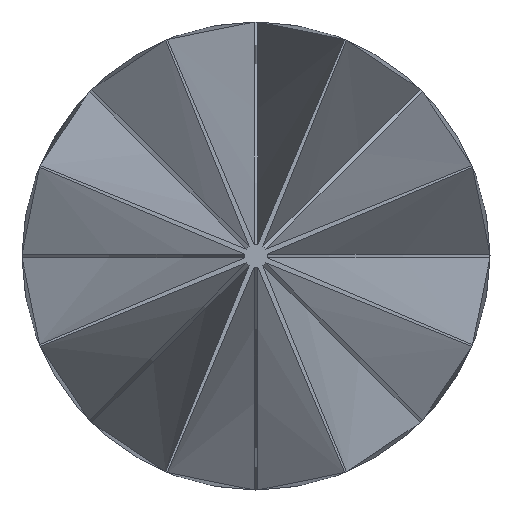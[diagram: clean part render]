
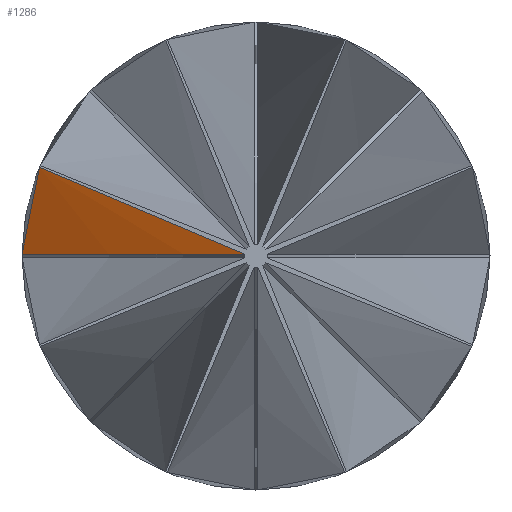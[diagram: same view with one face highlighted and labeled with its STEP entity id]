
A CAD part, left-side view. The second image highlights one B-rep face of the part: STEP entity #1286.
In plain terms, the highlighted conical face has half-angle 65 degrees and reference radius 3.728 mm.
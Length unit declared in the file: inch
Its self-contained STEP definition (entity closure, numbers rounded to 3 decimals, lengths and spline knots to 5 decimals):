
#10 = CARTESIAN_POINT ( 'NONE',  ( -0.31, 0.02855, 0.0117 ) ) ;
#50 = ORIENTED_EDGE ( 'NONE', *, *, #1382, .T. ) ;
#64 = CARTESIAN_POINT ( 'NONE',  ( -0.263, 0.03085, 0.00025 ) ) ;
#137 = VERTEX_POINT ( 'NONE', #2062 ) ;
#174 = CARTESIAN_POINT ( 'NONE',  ( -0.31, 0.02855, 0.0117 ) ) ;
#453 = DIRECTION ( 'NONE',  ( 0., 0., -1. ) ) ;
#456 = CARTESIAN_POINT ( 'NONE',  ( -0.37802, 0.16274, 0.00025 ) ) ;
#459 = VERTEX_POINT ( 'NONE', #1259 ) ;
#489 = EDGE_LOOP ( 'NONE', ( #1541, #837, #50 ) ) ;
#672 = CONICAL_SURFACE ( 'NONE', #1972, 0.14679, 1.134 ) ;
#712 = CIRCLE ( 'NONE', #1207, 0.175 ) ;
#824 = DIRECTION ( 'NONE',  ( 0., 0., -1. ) ) ;
#837 = ORIENTED_EDGE ( 'NONE', *, *, #886, .T. ) ;
#839 = B_SPLINE_CURVE_WITH_KNOTS ( 'NONE', 3,
 ( #996, #1508, #1176, #174 ),
 .UNSPECIFIED., .F., .F.,
 ( 4, 4 ),
 ( 0.00209, 0.00284 ),
 .UNSPECIFIED. ) ;
#842 = CARTESIAN_POINT ( 'NONE',  ( -0.37802, 0.16274, 0.01341 ) ) ;
#886 = EDGE_CURVE ( 'NONE', #1413, #137, #946, .T. ) ;
#905 = DIRECTION ( 'NONE',  ( -1., 0., 0. ) ) ;
#946 = B_SPLINE_CURVE_WITH_KNOTS ( 'NONE', 3,
 ( #10, #1837, #1615, #64 ),
 .UNSPECIFIED., .F., .F.,
 ( 4, 4 ),
 ( 0.00014, 0.00137 ),
 .UNSPECIFIED. ) ;
#996 = CARTESIAN_POINT ( 'NONE',  ( -0.31, 0.0015, 0.00025 ) ) ;
#1105 = FACE_OUTER_BOUND ( 'NONE', #489, .T. ) ;
#1145 = DIRECTION ( 'NONE',  ( -1., 0., 0. ) ) ;
#1176 = CARTESIAN_POINT ( 'NONE',  ( -0.31, 0.01951, 0.00794 ) ) ;
#1207 = AXIS2_PLACEMENT_3D ( 'NONE', #456, #453, #1145 ) ;
#1259 = CARTESIAN_POINT ( 'NONE',  ( -0.31, 0.0015, 0.00025 ) ) ;
#1263 = CARTESIAN_POINT ( 'NONE',  ( -0.31, 0.02855, 0.0117 ) ) ;
#1286 = ADVANCED_FACE ( 'NONE', ( #1105 ), #672, .F. ) ;
#1382 = EDGE_CURVE ( 'NONE', #137, #459, #712, .T. ) ;
#1413 = VERTEX_POINT ( 'NONE', #1263 ) ;
#1508 = CARTESIAN_POINT ( 'NONE',  ( -0.31, 0.0105, 0.00411 ) ) ;
#1541 = ORIENTED_EDGE ( 'NONE', *, *, #2053, .T. ) ;
#1615 = CARTESIAN_POINT ( 'NONE',  ( -0.27848, 0.03081, 0.00498 ) ) ;
#1837 = CARTESIAN_POINT ( 'NONE',  ( -0.29412, 0.02972, 0.00884 ) ) ;
#1972 = AXIS2_PLACEMENT_3D ( 'NONE', #842, #824, #905 ) ;
#2053 = EDGE_CURVE ( 'NONE', #459, #1413, #839, .T. ) ;
#2062 = CARTESIAN_POINT ( 'NONE',  ( -0.263, 0.03085, 0.00025 ) ) ;
